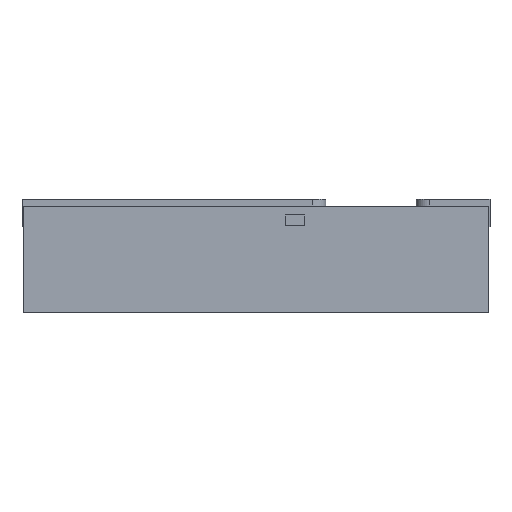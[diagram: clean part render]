
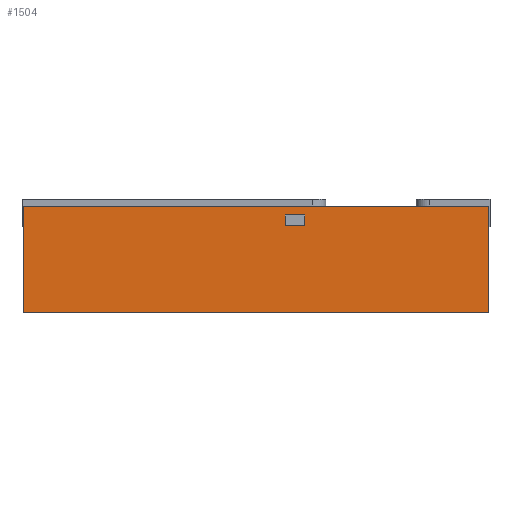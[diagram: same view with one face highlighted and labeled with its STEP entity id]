
A CAD part, left-side view. The second image highlights one B-rep face of the part: STEP entity #1504.
In plain terms, the highlighted planar face has unit normal (-1, 0, 0).
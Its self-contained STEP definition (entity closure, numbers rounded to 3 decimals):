
#221 = EDGE_CURVE ( 'NONE', #1843, #3579, #1220, .T. ) ;
#313 = EDGE_CURVE ( 'NONE', #465, #1644, #3043, .T. ) ;
#331 = CARTESIAN_POINT ( 'NONE',  ( -1.7, -0.213, 0.64 ) ) ;
#411 = ORIENTED_EDGE ( 'NONE', *, *, #1989, .F. ) ;
#465 = VERTEX_POINT ( 'NONE', #2578 ) ;
#526 = CARTESIAN_POINT ( 'NONE',  ( -1.7, 1.7, 0.78 ) ) ;
#552 = EDGE_CURVE ( 'NONE', #693, #3579, #1885, .T. ) ;
#583 = CARTESIAN_POINT ( 'NONE',  ( -1.7, -0.213, 0.64 ) ) ;
#605 = ORIENTED_EDGE ( 'NONE', *, *, #2326, .F. ) ;
#635 = CARTESIAN_POINT ( 'NONE',  ( -1.7, -1.7, 0. ) ) ;
#660 = DIRECTION ( 'NONE',  ( 0., 0., 1. ) ) ;
#665 = PLANE ( 'NONE',  #1334 ) ;
#681 = FACE_BOUND ( 'NONE', #1291, .T. ) ;
#693 = VERTEX_POINT ( 'NONE', #3102 ) ;
#703 = CARTESIAN_POINT ( 'NONE',  ( -1.7, -1.7, 0. ) ) ;
#817 = VERTEX_POINT ( 'NONE', #583 ) ;
#823 = LINE ( 'NONE', #2422, #3490 ) ;
#859 = VECTOR ( 'NONE', #3244, 1000. ) ;
#869 = CARTESIAN_POINT ( 'NONE',  ( -1.7, -0.213, 0.715 ) ) ;
#881 = ORIENTED_EDGE ( 'NONE', *, *, #3428, .F. ) ;
#1016 = LINE ( 'NONE', #2126, #859 ) ;
#1119 = CARTESIAN_POINT ( 'NONE',  ( -1.7, 1.7, 0.78 ) ) ;
#1154 = LINE ( 'NONE', #3147, #1793 ) ;
#1174 = VECTOR ( 'NONE', #2861, 1000. ) ;
#1179 = LINE ( 'NONE', #331, #1951 ) ;
#1220 = LINE ( 'NONE', #635, #1174 ) ;
#1291 = EDGE_LOOP ( 'NONE', ( #605, #881, #1895, #2007 ) ) ;
#1334 = AXIS2_PLACEMENT_3D ( 'NONE', #1801, #1522, #3132 ) ;
#1504 = ADVANCED_FACE ( 'NONE', ( #681, #2059 ), #665, .F. ) ;
#1522 = DIRECTION ( 'NONE',  ( 1., 0., 0. ) ) ;
#1641 = DIRECTION ( 'NONE',  ( 0., 0., -1. ) ) ;
#1644 = VERTEX_POINT ( 'NONE', #1699 ) ;
#1670 = VERTEX_POINT ( 'NONE', #2783 ) ;
#1695 = VERTEX_POINT ( 'NONE', #1119 ) ;
#1699 = CARTESIAN_POINT ( 'NONE',  ( -1.7, -0.213, 0.715 ) ) ;
#1793 = VECTOR ( 'NONE', #660, 1000. ) ;
#1801 = CARTESIAN_POINT ( 'NONE',  ( -1.7, -1.7, 0.78 ) ) ;
#1843 = VERTEX_POINT ( 'NONE', #2320 ) ;
#1885 = LINE ( 'NONE', #3011, #1932 ) ;
#1895 = ORIENTED_EDGE ( 'NONE', *, *, #2210, .F. ) ;
#1932 = VECTOR ( 'NONE', #2455, 1000. ) ;
#1951 = VECTOR ( 'NONE', #3329, 1000. ) ;
#1989 = EDGE_CURVE ( 'NONE', #1695, #693, #1016, .T. ) ;
#2007 = ORIENTED_EDGE ( 'NONE', *, *, #313, .F. ) ;
#2059 = FACE_OUTER_BOUND ( 'NONE', #2078, .T. ) ;
#2069 = ORIENTED_EDGE ( 'NONE', *, *, #552, .F. ) ;
#2078 = EDGE_LOOP ( 'NONE', ( #2693, #2069, #411, #3294 ) ) ;
#2126 = CARTESIAN_POINT ( 'NONE',  ( -1.7, -1.7, 0.78 ) ) ;
#2210 = EDGE_CURVE ( 'NONE', #1644, #817, #823, .T. ) ;
#2320 = CARTESIAN_POINT ( 'NONE',  ( -1.7, 1.7, 0. ) ) ;
#2326 = EDGE_CURVE ( 'NONE', #1670, #465, #1154, .T. ) ;
#2422 = CARTESIAN_POINT ( 'NONE',  ( -1.7, -0.213, 0.64 ) ) ;
#2455 = DIRECTION ( 'NONE',  ( 0., 0., -1. ) ) ;
#2578 = CARTESIAN_POINT ( 'NONE',  ( -1.7, -0.357, 0.715 ) ) ;
#2693 = ORIENTED_EDGE ( 'NONE', *, *, #221, .T. ) ;
#2702 = VECTOR ( 'NONE', #3354, 1000. ) ;
#2783 = CARTESIAN_POINT ( 'NONE',  ( -1.7, -0.357, 0.64 ) ) ;
#2799 = DIRECTION ( 'NONE',  ( 0., 0., -1. ) ) ;
#2861 = DIRECTION ( 'NONE',  ( 0., -1., 0. ) ) ;
#3011 = CARTESIAN_POINT ( 'NONE',  ( -1.7, -1.7, 0.78 ) ) ;
#3026 = LINE ( 'NONE', #526, #3595 ) ;
#3043 = LINE ( 'NONE', #869, #2702 ) ;
#3102 = CARTESIAN_POINT ( 'NONE',  ( -1.7, -1.7, 0.78 ) ) ;
#3132 = DIRECTION ( 'NONE',  ( 0., 0., -1. ) ) ;
#3147 = CARTESIAN_POINT ( 'NONE',  ( -1.7, -0.357, 0.64 ) ) ;
#3244 = DIRECTION ( 'NONE',  ( 0., -1., 0. ) ) ;
#3294 = ORIENTED_EDGE ( 'NONE', *, *, #3411, .T. ) ;
#3329 = DIRECTION ( 'NONE',  ( 0., -1., 0. ) ) ;
#3354 = DIRECTION ( 'NONE',  ( 0., 1., 0. ) ) ;
#3411 = EDGE_CURVE ( 'NONE', #1695, #1843, #3026, .T. ) ;
#3428 = EDGE_CURVE ( 'NONE', #817, #1670, #1179, .T. ) ;
#3490 = VECTOR ( 'NONE', #2799, 1000. ) ;
#3579 = VERTEX_POINT ( 'NONE', #703 ) ;
#3595 = VECTOR ( 'NONE', #1641, 1000. ) ;
